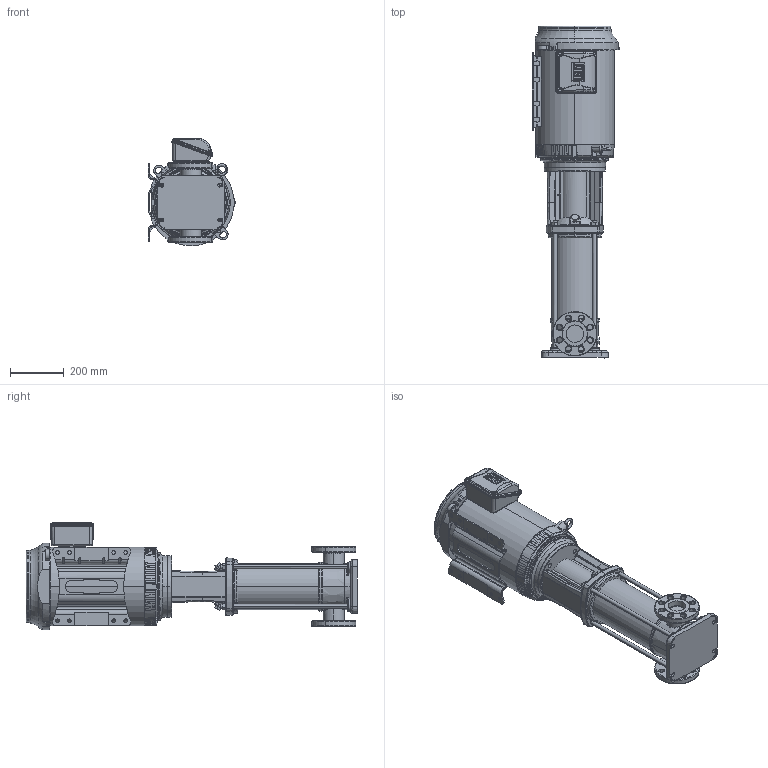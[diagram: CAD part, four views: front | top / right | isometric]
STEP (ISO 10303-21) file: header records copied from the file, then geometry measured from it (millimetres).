
FILE_DESCRIPTION (( 'STEP AP203' ), '1' );
FILE_NAME ('3350087 - MVI-100-7-20 HP-254TC-304-E-575~3.step', '2022-03-31T13:14:19', ( '' ), ( '' ), 'SwSTEP 2.0', 'SolidWorks 2021', '' );
FILE_SCHEMA (( 'CONFIG_CONTROL_DESIGN' ));
Length unit declared in the file: inch
Products named in the file (5): TEFC MOTOR_2700103 - NEMA V2 20 HP 254_6TC 575~3 TEFC W; 2700103 - NEMA V2 20 HP 254_6TC 575~3 TEFC; sbi_n_20-7_flange(NEMA); MVI PEO - [304-EPDM]_3304087 - MVI-100-7-20 HP-254TC-304-E-S; 3350087 - MVI-100-7-20 HP-254TC-304-E-575~3
Assembly tree (4 placements, depth 3):
  3350087 - MVI-100-7-20 HP-254TC-304-E-575~3
    MVI PEO - [304-EPDM]_3304087 - MVI-100-7-20 HP-254TC-304-E-S
      sbi_n_20-7_flange(NEMA)
    TEFC MOTOR_2700103 - NEMA V2 20 HP 254_6TC 575~3 TEFC W
      2700103 - NEMA V2 20 HP 254_6TC 575~3 TEFC
Bounding box: 326.14 x 1235.7 x 400.99 mm (x, y, z)
Volume: 54167034.5 mm3; surface area: 2282227.3 mm2
Topology: 23 solids, 43 shells, 6267 faces, 16642 edges, 10920 vertices
Faces by surface type: plane 2993, cylinder 2352, bspline 512, cone 284, torus 123, sphere 3
Entity records: 246822 total; most frequent: CARTESIAN_POINT 93280, ORIENTED_EDGE 33222, DIRECTION 30302, EDGE_CURVE 16611, VERTEX_POINT 10920, AXIS2_PLACEMENT_3D 10647, VECTOR 9008, LINE 9008
